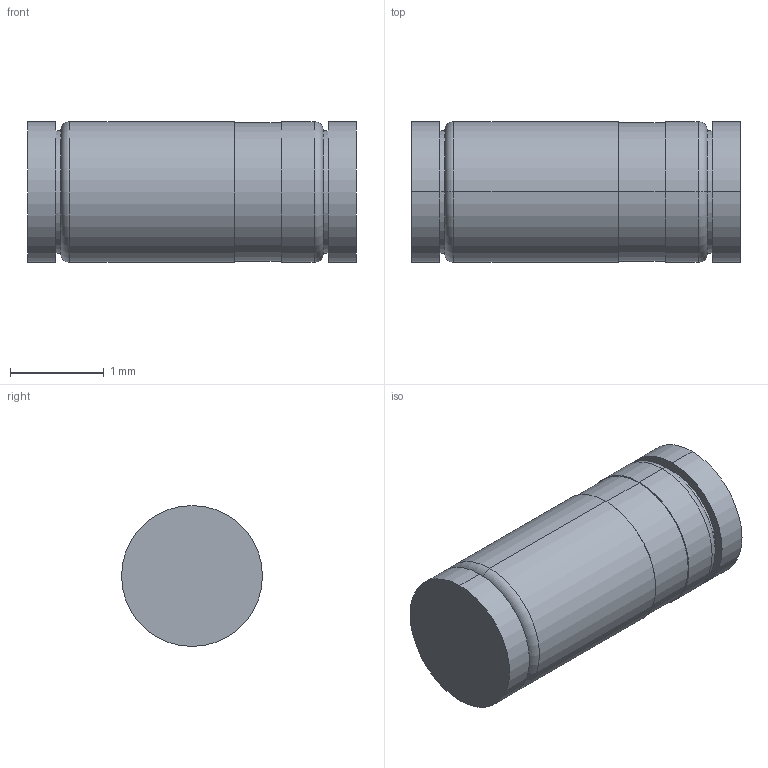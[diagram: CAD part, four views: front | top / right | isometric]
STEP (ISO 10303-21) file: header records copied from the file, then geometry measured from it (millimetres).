
FILE_DESCRIPTION(('Open CASCADE Model'),'2;1');
FILE_NAME('Open CASCADE Shape Model','2011-08-03T17:00:22',('Author'),( 'Open CASCADE'),'Open CASCADE STEP processor 6.2','Open CASCADE 6.2' ,'Unknown');
FILE_SCHEMA(('AUTOMOTIVE_DESIGN { 1 0 10303 214 1 1 1 1 }'));
Length unit declared in the file: millimetre
Products named in the file (2): PCB; SOD-80
Assembly tree (1 placements, depth 2):
  PCB
    SOD-80
Bounding box: 3.5 x 1.5 x 1.5 mm (x, y, z)
Volume: 6.1 mm3; surface area: 21.4 mm2
Topology: 1 solids, 1 shells, 24 faces, 46 edges, 28 vertices
Faces by surface type: cylinder 14, plane 6, torus 4
Entity records: 1479 total; most frequent: CARTESIAN_POINT 448, DIRECTION 150, ORIENTED_EDGE 92, PCURVE 92, DEFINITIONAL_REPRESENTATION 92, B_SPLINE_CURVE_WITH_KNOTS 72, AXIS2_PLACEMENT_3D 58, CIRCLE 52
